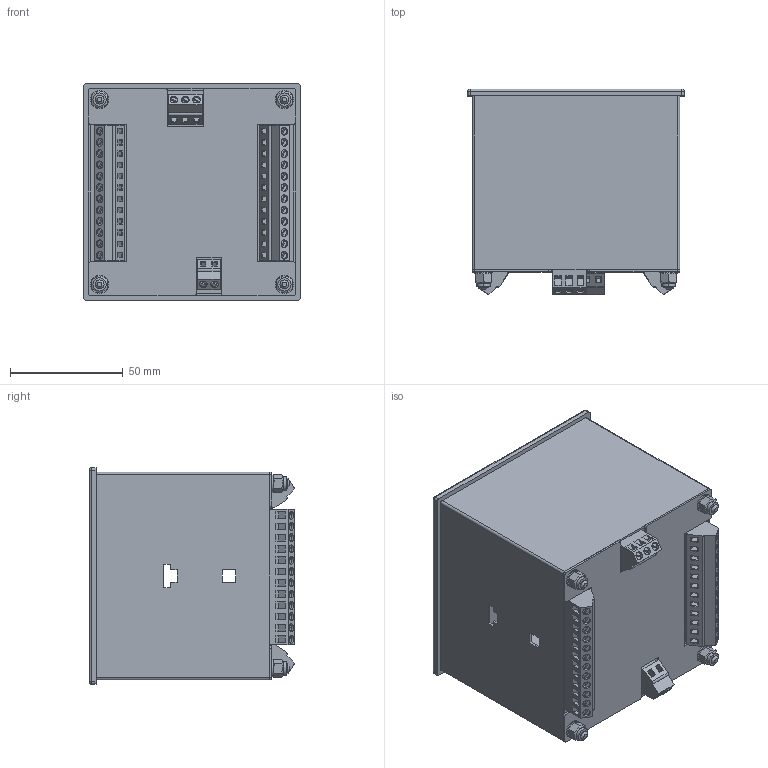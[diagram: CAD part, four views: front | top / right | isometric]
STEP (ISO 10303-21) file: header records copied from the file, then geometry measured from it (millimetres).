
FILE_DESCRIPTION(('TFLEX Exchange Step'),'2;1');
FILE_NAME('3D-модель прибора 17M6_F.stp', '2020-10-20T20:21:12+05:00',('Алексей'),('Unknown organisation'),'TFLEX Exchange 2019.1','T-FLEX CAD','Unknown authorisation');
FILE_SCHEMA( ('AUTOMOTIVE_DESIGN { 1 0 10303 214 1 1 1 1 }') );
Length unit declared in the file: millimetre
Products named in the file (13): Клемма:3; Клемма; USB; Клемма кр:4; Клемма кр; Клемма:13; <Гайки стопорные>Гайка ГОСТ Р 50273-92; <Шайбы>Шайба ГОСТ 10450-78; <Шпильки>Шпилька ГОСТ 22038-76; Этикетка; Корпус; _17M6_F
Assembly tree (36 placements, depth 3):
  _17M6_F
    Клемма
      Клемма:3  x2
    USB
    Клемма кр
      Клемма кр:4  x3
    Клемма  x2
      Клемма:13
    <Гайки стопорные>Гайка ГОСТ Р 50273-92  x4
    <Шайбы>Шайба ГОСТ 10450-78  x4
    <Шпильки>Шпилька ГОСТ 22038-76  x4
    Этикетка
    Корпус
Bounding box: 96 x 91.13 x 96 mm (x, y, z)
Volume: 86919.8 mm3; surface area: 137313.6 mm2
Topology: 70 solids, 70 shells, 1448 faces, 3543 edges, 2302 vertices
Faces by surface type: plane 1208, cylinder 178, bspline 30, cone 28, sphere 4
Full cylindrical faces by diameter (mm): 3.242 x4, 3.5 x58
Entity records: 28576 total; most frequent: CARTESIAN_POINT 5461, ORIENTED_EDGE 4688, DIRECTION 4517, EDGE_CURVE 2344, VECTOR 1927, LINE 1927, VERTEX_POINT 1531, AXIS2_PLACEMENT_3D 1295
